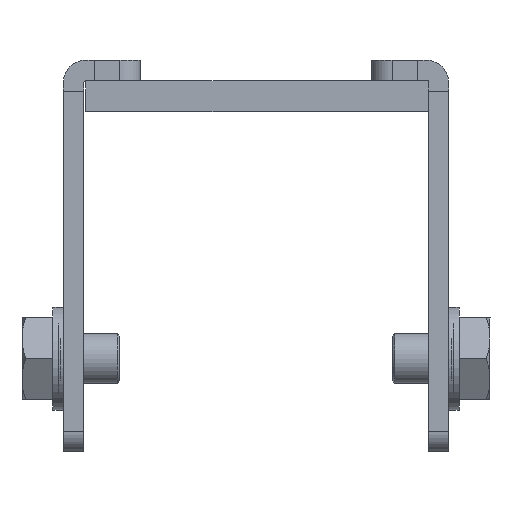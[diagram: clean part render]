
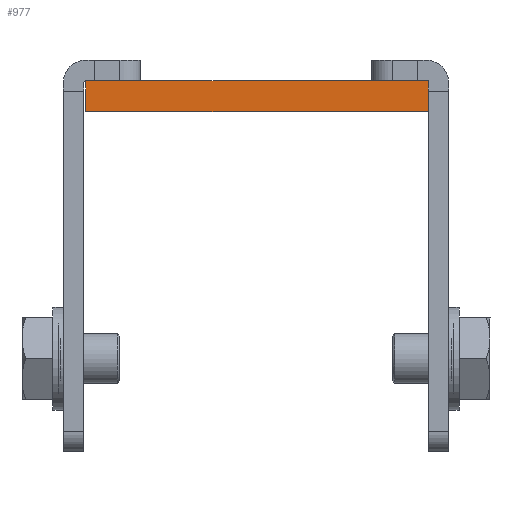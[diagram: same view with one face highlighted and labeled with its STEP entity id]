
A CAD part, left-side view. The second image highlights one B-rep face of the part: STEP entity #977.
In plain terms, the highlighted planar face has unit normal (-1, 0, 0).
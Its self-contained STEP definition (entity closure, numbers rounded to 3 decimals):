
#201=FACE_OUTER_BOUND($,#269,.T.);
#269=EDGE_LOOP($,(#870,#871,#872,#873));
#345=LINE($,#1662,#425);
#346=LINE($,#1666,#426);
#347=LINE($,#1667,#427);
#348=LINE($,#1668,#428);
#425=VECTOR($,#1341,3.);
#426=VECTOR($,#1344,3.);
#427=VECTOR($,#1345,33.2);
#428=VECTOR($,#1346,33.2);
#510=VERTEX_POINT($,#1655);
#513=VERTEX_POINT($,#1660);
#514=VERTEX_POINT($,#1664);
#515=VERTEX_POINT($,#1665);
#633=EDGE_CURVE($,#513,#510,#345,.T.);
#634=EDGE_CURVE($,#514,#515,#346,.T.);
#635=EDGE_CURVE($,#515,#510,#347,.T.);
#636=EDGE_CURVE($,#513,#514,#348,.T.);
#870=ORIENTED_EDGE($,*,*,#634,.T.);
#871=ORIENTED_EDGE($,*,*,#635,.T.);
#872=ORIENTED_EDGE($,*,*,#633,.F.);
#873=ORIENTED_EDGE($,*,*,#636,.T.);
#921=PLANE($,#1077);
#977=ADVANCED_FACE($,(#201),#921,.T.);
#1077=AXIS2_PLACEMENT_3D($,#1663,#1342,#1343);
#1341=DIRECTION($,(0.,0.,1.));
#1342=DIRECTION('center_axis',(-1.,0.,0.));
#1343=DIRECTION('ref_axis',(0.,0.,1.));
#1344=DIRECTION($,(0.,0.,1.));
#1345=DIRECTION($,(0.,1.,0.));
#1346=DIRECTION($,(0.,-1.,0.));
#1655=CARTESIAN_POINT('',(-832.,33.2,3.));
#1660=CARTESIAN_POINT('',(-832.,33.2,0.));
#1662=CARTESIAN_POINT($,(-832.,33.2,0.));
#1663=CARTESIAN_POINT('Origin',(-832.,16.6,1.5));
#1664=CARTESIAN_POINT('',(-832.,0.,0.));
#1665=CARTESIAN_POINT('',(-832.,0.,3.));
#1666=CARTESIAN_POINT($,(-832.,0.,0.));
#1667=CARTESIAN_POINT($,(-832.,0.,3.));
#1668=CARTESIAN_POINT($,(-832.,33.2,0.));
